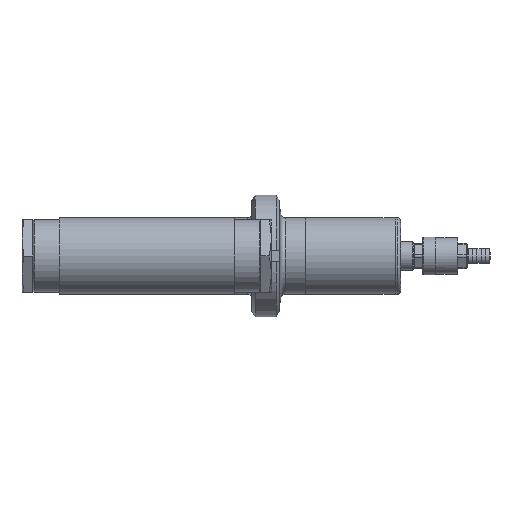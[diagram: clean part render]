
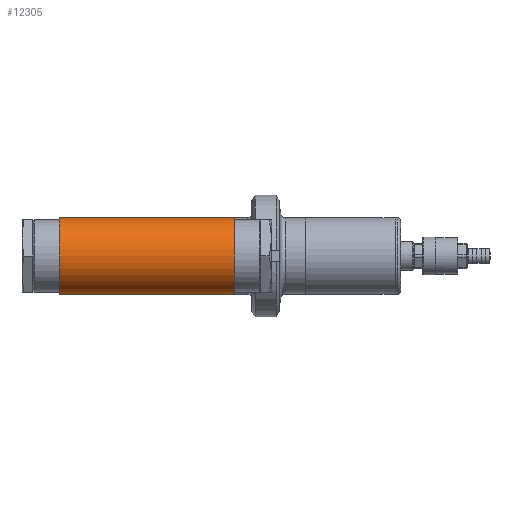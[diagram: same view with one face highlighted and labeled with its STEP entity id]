
A CAD part, left-side view. The second image highlights one B-rep face of the part: STEP entity #12305.
In plain terms, the highlighted cylindrical face has radius 35 mm (diameter 70 mm), a full revolution.
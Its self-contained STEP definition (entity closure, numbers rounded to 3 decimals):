
#3150=ELLIPSE('',#14283,50.931,35.);
#3151=ELLIPSE('',#14284,50.931,35.);
#3163=ORIENTED_EDGE('',*,*,#6726,.T.);
#3164=ORIENTED_EDGE('',*,*,#6727,.F.);
#3165=ORIENTED_EDGE('',*,*,#6728,.T.);
#3166=ORIENTED_EDGE('',*,*,#6729,.T.);
#6726=EDGE_CURVE('',#8508,#8508,#9729,.T.);
#6727=EDGE_CURVE('',#8509,#8509,#9730,.T.);
#6728=EDGE_CURVE('',#8510,#8511,#3150,.T.);
#6729=EDGE_CURVE('',#8511,#8510,#3151,.F.);
#8508=VERTEX_POINT('',#18934);
#8509=VERTEX_POINT('',#18936);
#8510=VERTEX_POINT('',#18938);
#8511=VERTEX_POINT('',#18939);
#9729=CIRCLE('',#14281,35.);
#9730=CIRCLE('',#14282,35.);
#10125=EDGE_LOOP('',(#3163));
#10126=EDGE_LOOP('',(#3164));
#10127=EDGE_LOOP('',(#3165,#3166));
#11118=FACE_BOUND('',#10125,.T.);
#11119=FACE_BOUND('',#10126,.T.);
#11120=FACE_BOUND('',#10127,.T.);
#12108=CYLINDRICAL_SURFACE('',#14280,35.);
#12305=ADVANCED_FACE('',(#11118,#11119,#11120),#12108,.T.);
#14280=AXIS2_PLACEMENT_3D('',#18932,#15483,#15484);
#14281=AXIS2_PLACEMENT_3D('',#18933,#15485,#15486);
#14282=AXIS2_PLACEMENT_3D('',#18935,#15487,#15488);
#14283=AXIS2_PLACEMENT_3D('',#18937,#15489,#15490);
#14284=AXIS2_PLACEMENT_3D('',#18940,#15491,#15492);
#15483=DIRECTION('',(0.,1.,0.));
#15484=DIRECTION('',(0.,0.,1.));
#15485=DIRECTION('',(0.,1.,0.));
#15486=DIRECTION('',(1.,0.,0.));
#15487=DIRECTION('',(0.,1.,0.));
#15488=DIRECTION('',(1.,0.,0.));
#15489=DIRECTION('',(-0.726,-0.687,0.));
#15490=DIRECTION('',(-0.687,0.726,0.));
#15491=DIRECTION('',(0.726,-0.687,0.));
#15492=DIRECTION('',(0.687,0.726,0.));
#18932=CARTESIAN_POINT('',(0.,-160.,0.));
#18933=CARTESIAN_POINT('',(0.,-160.,0.));
#18934=CARTESIAN_POINT('',(35.,-160.,0.));
#18935=CARTESIAN_POINT('',(0.,0.,0.));
#18936=CARTESIAN_POINT('',(35.,0.,0.));
#18937=CARTESIAN_POINT('',(0.,-80.,0.));
#18938=CARTESIAN_POINT('',(0.,-80.,-35.));
#18939=CARTESIAN_POINT('',(0.,-80.,35.));
#18940=CARTESIAN_POINT('',(0.,-80.,0.));
